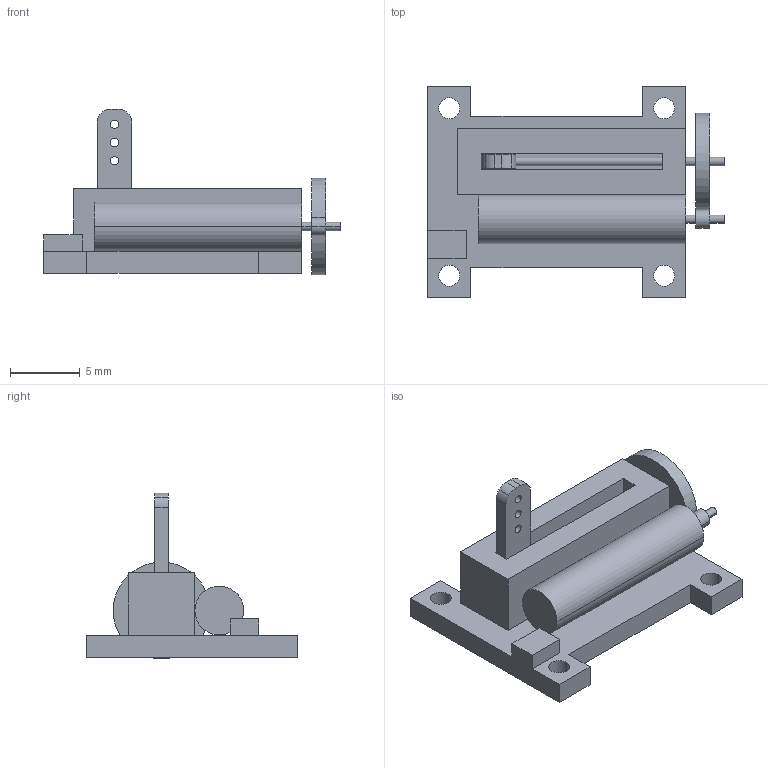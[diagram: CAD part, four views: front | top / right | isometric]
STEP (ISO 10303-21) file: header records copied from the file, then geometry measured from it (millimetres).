
FILE_DESCRIPTION(('STEP AP203'),'1');
FILE_NAME('micro linear servo.stp','2016-02-28T18:55:24',(' '),(' '),'Spatial InterOp 3D',' ',' ');
FILE_SCHEMA(('CONFIG_CONTROL_DESIGN'));
Length unit declared in the file: millimetre
Products named in the file (5): 1; 2; 3; 4; 5
Bounding box: 21.27 x 15.14 x 11.89 mm (x, y, z)
Volume: 867.5 mm3; surface area: 1402.5 mm2
Topology: 5 solids, 5 shells, 81 faces, 192 edges, 128 vertices
Faces by surface type: plane 46, cylinder 35
Entity records: 2604 total; most frequent: DIRECTION 434, CARTESIAN_POINT 406, ORIENTED_EDGE 384, EDGE_CURVE 192, AXIS2_PLACEMENT_3D 156, VERTEX_POINT 128, LINE 122, VECTOR 122
